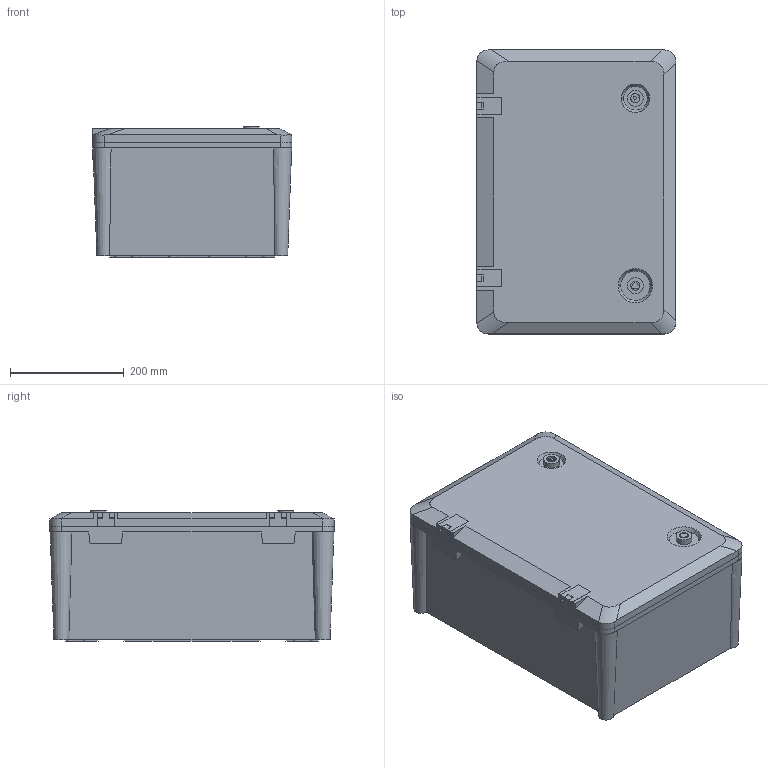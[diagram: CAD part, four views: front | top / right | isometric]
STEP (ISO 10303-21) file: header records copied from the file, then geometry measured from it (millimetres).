
FILE_DESCRIPTION (( 'STEP AP214' ), '1' );
FILE_NAME ('MKP21-N-035-050-20-65.step', '2025-02-07T13:18:12', ( '' ), ( '' ), 'SwSTEP 2.0', 'SolidWorks 2022', '' );
FILE_SCHEMA (( 'AUTOMOTIVE_DESIGN' ));
Length unit declared in the file: millimetre
Products named in the file (7): ШРК 35х50х202; ШРК 35х50х204; MKP21-N-035-050-20-65; ШРК 35х50х203; ШРК 35х50х205; ШРК 35х50х201; ШРК 35х50х206
Assembly tree (6 placements, depth 2):
  MKP21-N-035-050-20-65
    ШРК 35х50х201
    ШРК 35х50х202
    ШРК 35х50х203
    ШРК 35х50х204
    ШРК 35х50х205
    ШРК 35х50х206
Bounding box: 350.99 x 500 x 229 mm (x, y, z)
Volume: 7531870 mm3; surface area: 1400696.1 mm2
Topology: 6 solids, 6 shells, 361 faces, 943 edges, 622 vertices
Faces by surface type: plane 283, cylinder 70, cone 8
Entity records: 11800 total; most frequent: CARTESIAN_POINT 2650, ORIENTED_EDGE 1886, DIRECTION 1749, EDGE_CURVE 943, LINE 741, VECTOR 741, VERTEX_POINT 622, AXIS2_PLACEMENT_3D 504
